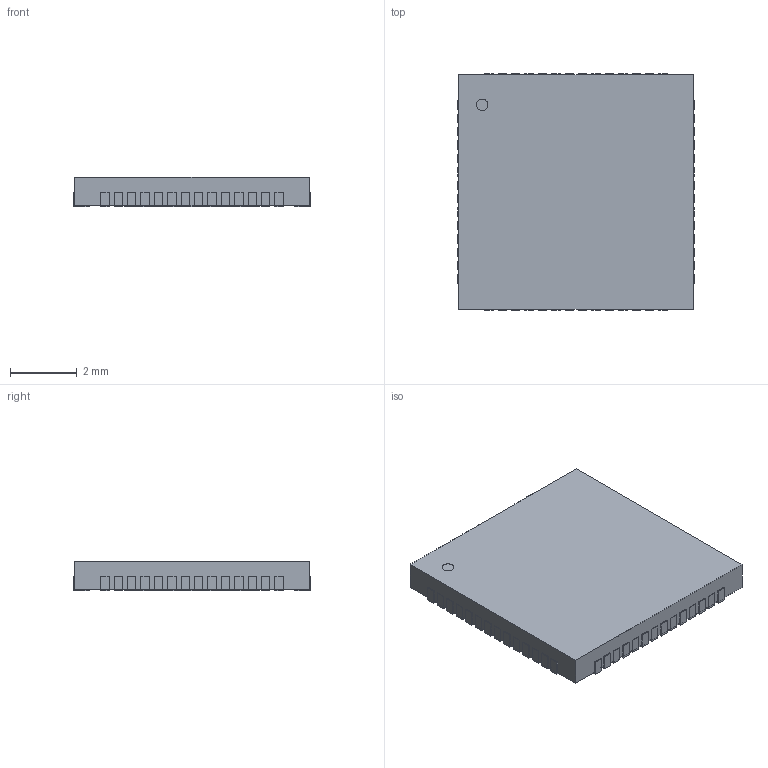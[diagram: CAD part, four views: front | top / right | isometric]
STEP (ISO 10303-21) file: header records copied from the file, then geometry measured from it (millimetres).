
FILE_DESCRIPTION(('STEP AP214'),'1');
FILE_NAME('QFN56_ESP32_7X7_EXP','2022-03-04T04:03:44',(''),(''),'','','');
FILE_SCHEMA(('AUTOMOTIVE_DESIGN'));
Length unit declared in the file: millimetre
Products named in the file (1): product
Bounding box: 7.06 x 7.06 x 0.89 mm (x, y, z)
Volume: 42.5 mm3; surface area: 184.4 mm2
Topology: 59 solids, 59 shells, 463 faces, 1035 edges, 690 vertices
Faces by surface type: plane 462, cylinder 1
Full cylindrical faces by diameter (mm): 0.351 x1
Entity records: 11936 total; most frequent: ORIENTED_EDGE 2068, DIRECTION 1966, CARTESIAN_POINT 1157, EDGE_CURVE 1034, LINE 1032, VECTOR 1032, VERTEX_POINT 690, AXIS2_PLACEMENT_3D 467
